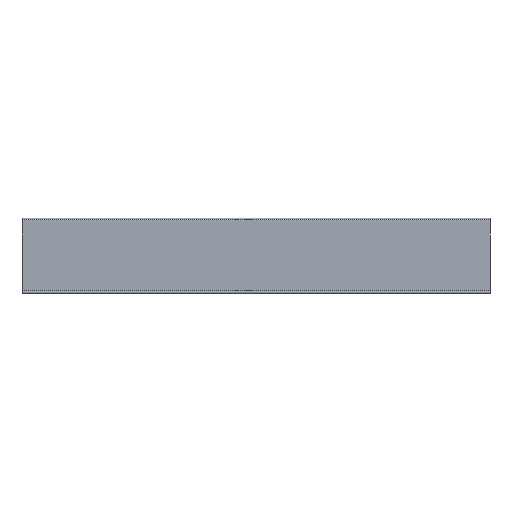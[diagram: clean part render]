
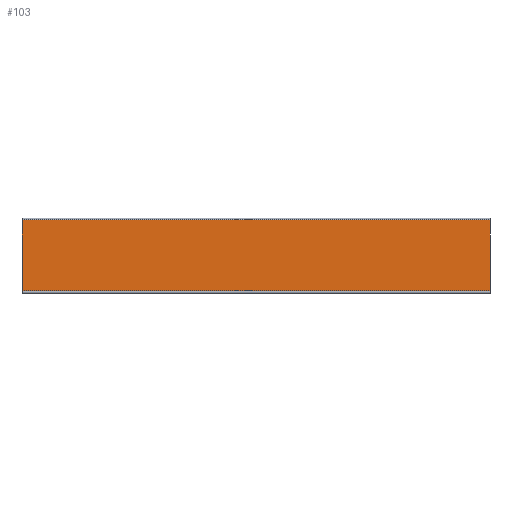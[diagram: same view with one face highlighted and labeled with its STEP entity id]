
A CAD part, left-side view. The second image highlights one B-rep face of the part: STEP entity #103.
In plain terms, the highlighted planar face has unit normal (-1, 0, 0).
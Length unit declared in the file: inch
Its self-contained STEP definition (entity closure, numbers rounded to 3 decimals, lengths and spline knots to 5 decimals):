
#33=CARTESIAN_POINT('',(0.335,6.02,0.927));
#34=VERTEX_POINT('',#33);
#42=CARTESIAN_POINT('',(0.335,0.02,0.927));
#43=VERTEX_POINT('',#42);
#44=CARTESIAN_POINT('',(0.335,0.02,0.927));
#45=DIRECTION('',(-0.0,1.0,-0.0));
#46=VECTOR('',#45,1.0);
#47=LINE('',#44,#46);
#48=EDGE_CURVE('',#43,#34,#47,.T.);
#73=CARTESIAN_POINT('',(0.335,6.02,0.02));
#74=VERTEX_POINT('',#73);
#75=CARTESIAN_POINT('',(0.335,6.02,0.02));
#76=DIRECTION('',(-0.0,-0.0,-1.0));
#77=VECTOR('',#76,1.0);
#78=LINE('',#75,#77);
#79=EDGE_CURVE('',#34,#74,#78,.T.);
#80=ORIENTED_EDGE('',*,*,#79,.T.);
#81=CARTESIAN_POINT('',(0.335,0.02,0.02));
#82=VERTEX_POINT('',#81);
#83=CARTESIAN_POINT('',(0.335,0.02,0.02));
#84=DIRECTION('',(-0.0,1.0,-0.0));
#85=VECTOR('',#84,1.0);
#86=LINE('',#83,#85);
#87=EDGE_CURVE('',#82,#74,#86,.T.);
#88=ORIENTED_EDGE('',*,*,#87,.F.);
#89=CARTESIAN_POINT('',(0.335,0.02,0.02));
#90=DIRECTION('',(0.0,0.0,1.0));
#91=VECTOR('',#90,1.0);
#92=LINE('',#89,#91);
#93=EDGE_CURVE('',#82,#43,#92,.T.);
#94=ORIENTED_EDGE('',*,*,#93,.T.);
#95=ORIENTED_EDGE('',*,*,#48,.T.);
#96=EDGE_LOOP('',(#80,#88,#94,#95));
#97=FACE_OUTER_BOUND('',#96,.T.);
#98=CARTESIAN_POINT('',(0.335,0.02,0.4735));
#99=DIRECTION('',(-1.0,-0.0,0.0));
#100=DIRECTION('',(0.0,0.0,1.0));
#101=AXIS2_PLACEMENT_3D('',#98,#99,#100);
#102=PLANE('',#101);
#103=ADVANCED_FACE('',(#97),#102,.T.);
